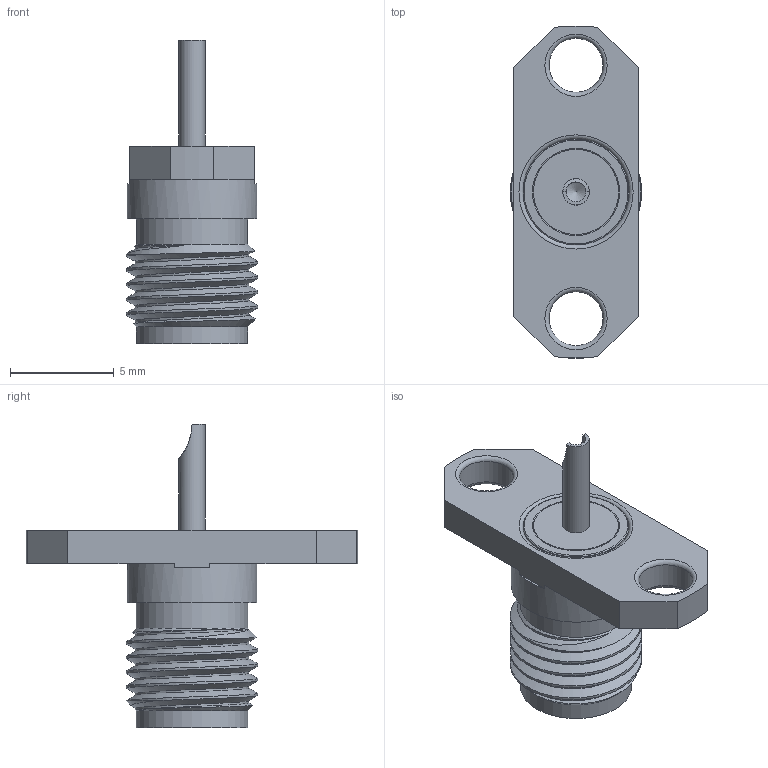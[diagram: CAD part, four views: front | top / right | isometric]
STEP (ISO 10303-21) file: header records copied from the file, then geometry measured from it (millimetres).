
FILE_DESCRIPTION( ( 'Unknown' ), '1' );
FILE_NAME( '60312512114515_stp.stp', 'Unknown', ( 'Unknown' ), ( 'Unknown' ), 'PSStep 20.0.26', 'Unknown', ' ' );
FILE_SCHEMA( ( 'AUTOMOTIVE_DESIGN { 1 0 10303 214 1 1 1 1 }' ) );
Length unit declared in the file: millimetre
Products named in the file (6): Assem1; 60312512114515_Shelding; 60312512114515_insulator; 60312512114515_Signalpin; 60312512114515_Insulator2; 60312512114515_Ring
Assembly tree (5 placements, depth 2):
  Assem1
    60312512114515_Shelding
    60312512114515_insulator
    60312512114515_Signalpin
    60312512114515_Insulator2
    60312512114515_Ring
Bounding box: 6.33 x 15.98 x 14.6 mm (x, y, z)
Volume: 296.3 mm3; surface area: 861.8 mm2
Topology: 5 solids, 5 shells, 81 faces, 184 edges, 121 vertices
Faces by surface type: plane 35, cylinder 29, torus 9, cone 6, bspline 2
Full cylindrical faces by diameter (mm): 0.95 x1, 1.27 x4, 1.7 x3, 2.6 x2, 4.1 x4, 4.95 x1, 5.1 x2, 5.101 x2, 5.35 x2, 6.24 x1
Entity records: 3526 total; most frequent: CARTESIAN_POINT 1151, DIRECTION 368, ORIENTED_EDGE 266, AXIS2_PLACEMENT_3D 165, EDGE_LOOP 134, EDGE_CURVE 133, FACE_OUTER_BOUND 111, VERTEX_POINT 106
